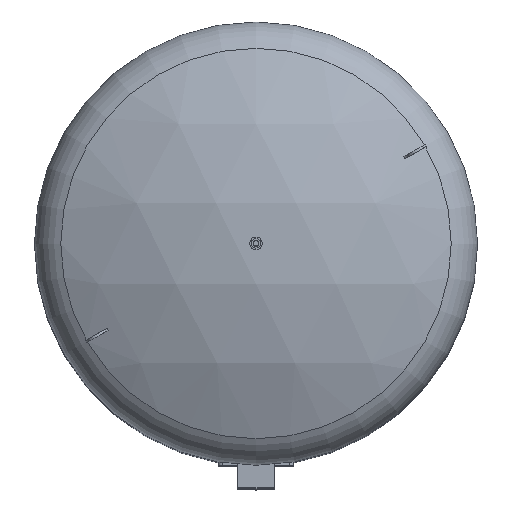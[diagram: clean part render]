
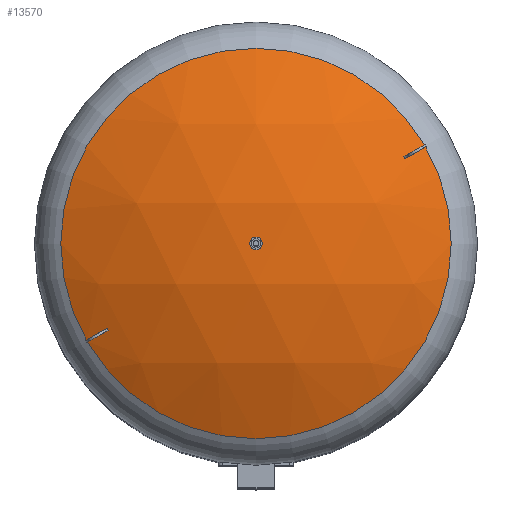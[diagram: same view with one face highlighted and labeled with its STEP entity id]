
A CAD part, top view. The second image highlights one B-rep face of the part: STEP entity #13570.
In plain terms, the highlighted spherical face has radius 1207 mm.
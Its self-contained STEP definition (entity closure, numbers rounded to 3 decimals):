
#2730=SPHERICAL_SURFACE($,#14751,1207.);
#3519=FACE_OUTER_BOUND($,#4479,.T.);
#4479=EDGE_LOOP($,(#10305));
#5525=CIRCLE($,#14752,528.621);
#6273=VERTEX_POINT($,#21174);
#7790=EDGE_CURVE($,#6273,#6273,#5525,.T.);
#10305=ORIENTED_EDGE($,*,*,#7790,.F.);
#13570=ADVANCED_FACE($,(#3519),#2730,.T.);
#14751=AXIS2_PLACEMENT_3D($,#21173,#17071,#17072);
#14752=AXIS2_PLACEMENT_3D($,#21175,#17073,#17074);
#17071=DIRECTION('center_axis',(0.,-1.,0.));
#17072=DIRECTION('ref_axis',(-1.,0.,0.));
#17073=DIRECTION('center_axis',(0.,0.,
-1.));
#17074=DIRECTION('ref_axis',(1.,0.,0.));
#21173=CARTESIAN_POINT('Origin',(0.,0.,
1212.));
#21174=CARTESIAN_POINT('',(528.621,0.,2297.085));
#21175=CARTESIAN_POINT('Origin',(0.,0.,
2297.085));
